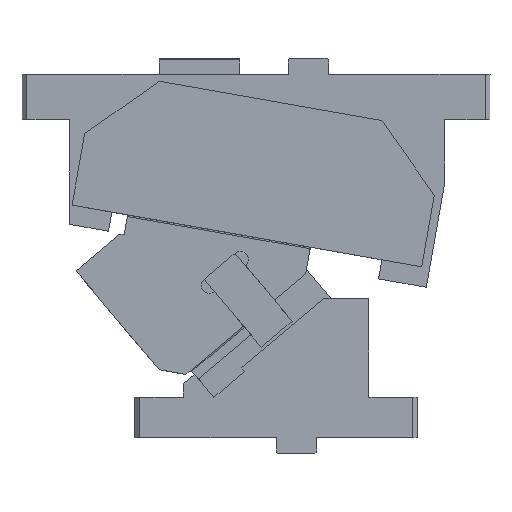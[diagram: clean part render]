
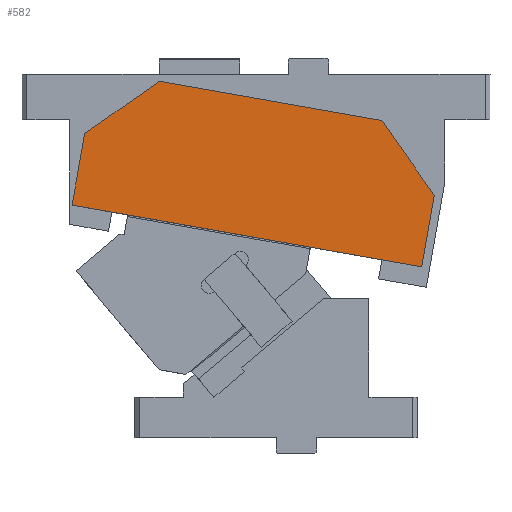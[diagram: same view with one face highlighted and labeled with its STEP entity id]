
A CAD part, left-side view. The second image highlights one B-rep face of the part: STEP entity #582.
In plain terms, the highlighted planar face has unit normal (-1, 0, 0).
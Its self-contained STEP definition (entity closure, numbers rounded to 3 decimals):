
#489=CARTESIAN_POINT('Vertex',(171.73,340.029,-94.19)) ;
#494=CARTESIAN_POINT('Line Origine',(171.73,448.358,-75.089)) ;
#498=CARTESIAN_POINT('Vertex',(171.73,556.687,-55.987)) ;
#536=CARTESIAN_POINT('Axis2P3D Location',(171.73,441.754,-37.636)) ;
#541=CARTESIAN_POINT('Line Origine',(171.73,525.703,4.552)) ;
#545=CARTESIAN_POINT('Vertex',(171.73,502.534,20.775)) ;
#547=CARTESIAN_POINT('Vertex',(171.73,548.872,-11.671)) ;
#550=CARTESIAN_POINT('Line Origine',(171.73,552.779,-33.829)) ;
#555=CARTESIAN_POINT('Line Origine',(171.73,336.122,-72.032)) ;
#559=CARTESIAN_POINT('Vertex',(171.73,332.215,-49.874)) ;
#562=CARTESIAN_POINT('Line Origine',(171.73,348.438,-26.704)) ;
#566=CARTESIAN_POINT('Vertex',(171.73,364.661,-3.535)) ;
#569=CARTESIAN_POINT('Line Origine',(171.73,433.598,8.62)) ;
#495=DIRECTION('Vector Direction',(0.,-0.985,-0.174)) ;
#537=DIRECTION('Axis2P3D Direction',(1.,0.,-0.)) ;
#538=DIRECTION('Axis2P3D XDirection',(0.,0.985,0.174)) ;
#542=DIRECTION('Vector Direction',(0.,0.819,-0.574)) ;
#551=DIRECTION('Vector Direction',(0.,0.174,-0.985)) ;
#556=DIRECTION('Vector Direction',(0.,-0.174,0.985)) ;
#563=DIRECTION('Vector Direction',(0.,0.574,0.819)) ;
#570=DIRECTION('Vector Direction',(0.,0.985,0.174)) ;
#539=AXIS2_PLACEMENT_3D('Plane Axis2P3D',#536,#537,#538) ;
#575=ORIENTED_EDGE('',*,*,#549,.T.) ;
#576=ORIENTED_EDGE('',*,*,#554,.T.) ;
#577=ORIENTED_EDGE('',*,*,#500,.T.) ;
#578=ORIENTED_EDGE('',*,*,#561,.T.) ;
#579=ORIENTED_EDGE('',*,*,#568,.T.) ;
#580=ORIENTED_EDGE('',*,*,#573,.T.) ;
#496=VECTOR('Line Direction',#495,1.) ;
#543=VECTOR('Line Direction',#542,1.) ;
#552=VECTOR('Line Direction',#551,1.) ;
#557=VECTOR('Line Direction',#556,1.) ;
#564=VECTOR('Line Direction',#563,1.) ;
#571=VECTOR('Line Direction',#570,1.) ;
#582=ADVANCED_FACE('CAM HOLDER',(#581),#540,.F.) ;
#500=EDGE_CURVE('',#499,#490,#497,.T.) ;
#549=EDGE_CURVE('',#546,#548,#544,.T.) ;
#554=EDGE_CURVE('',#548,#499,#553,.T.) ;
#561=EDGE_CURVE('',#490,#560,#558,.T.) ;
#568=EDGE_CURVE('',#560,#567,#565,.T.) ;
#573=EDGE_CURVE('',#567,#546,#572,.T.) ;
#574=EDGE_LOOP('',(#575,#576,#577,#578,#579,#580)) ;
#581=FACE_OUTER_BOUND('',#574,.T.) ;
#497=LINE('Line',#494,#496) ;
#544=LINE('Line',#541,#543) ;
#553=LINE('Line',#550,#552) ;
#558=LINE('Line',#555,#557) ;
#565=LINE('Line',#562,#564) ;
#572=LINE('Line',#569,#571) ;
#540=PLANE('Plane',#539) ;
#490=VERTEX_POINT('',#489) ;
#499=VERTEX_POINT('',#498) ;
#546=VERTEX_POINT('',#545) ;
#548=VERTEX_POINT('',#547) ;
#560=VERTEX_POINT('',#559) ;
#567=VERTEX_POINT('',#566) ;
